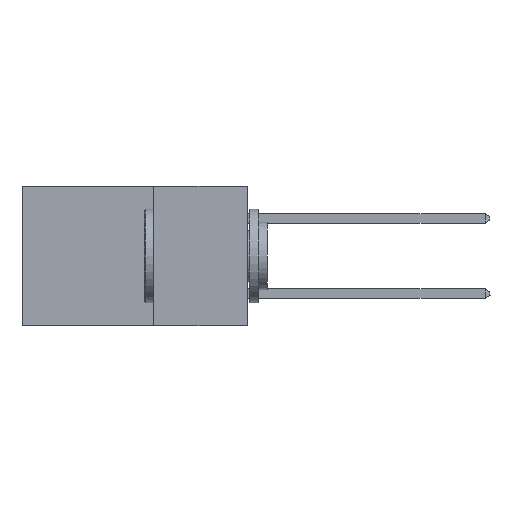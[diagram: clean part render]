
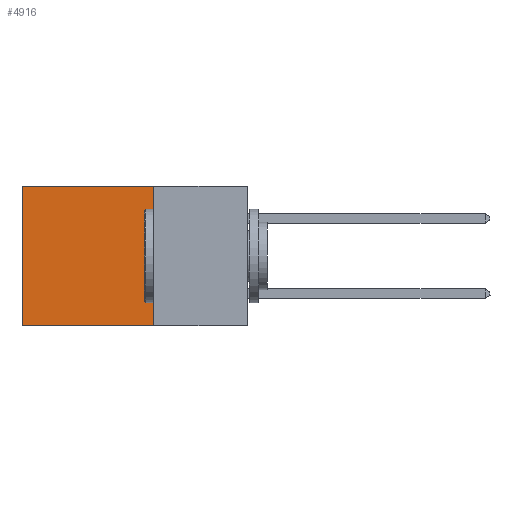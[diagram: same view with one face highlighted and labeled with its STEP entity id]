
A CAD part, left-side view. The second image highlights one B-rep face of the part: STEP entity #4916.
In plain terms, the highlighted planar face has unit normal (-1, 0, 0).
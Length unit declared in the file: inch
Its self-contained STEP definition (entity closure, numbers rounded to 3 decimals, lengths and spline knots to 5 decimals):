
#136 = LINE ( 'NONE', #11098, #7122 ) ;
#607 = VERTEX_POINT ( 'NONE', #7741 ) ;
#693 = CARTESIAN_POINT ( 'NONE',  ( 0.298, 0.6, -0.37 ) ) ;
#739 = CARTESIAN_POINT ( 'NONE',  ( 0.298, 0.25, 0. ) ) ;
#1118 = CARTESIAN_POINT ( 'NONE',  ( 0.298, 0.6, 0. ) ) ;
#1122 = EDGE_CURVE ( 'NONE', #8270, #1522, #6846, .T. ) ;
#1126 = EDGE_CURVE ( 'NONE', #8816, #607, #136, .T. ) ;
#1522 = VERTEX_POINT ( 'NONE', #693 ) ;
#1917 = LINE ( 'NONE', #1118, #8604 ) ;
#2005 = DIRECTION ( 'NONE',  ( 0., 0., -1. ) ) ;
#2368 = EDGE_CURVE ( 'NONE', #607, #1522, #1917, .T. ) ;
#2842 = CARTESIAN_POINT ( 'NONE',  ( 0.298, 0.25, 0. ) ) ;
#3793 = FACE_OUTER_BOUND ( 'NONE', #8680, .T. ) ;
#4377 = ORIENTED_EDGE ( 'NONE', *, *, #6818, .F. ) ;
#4916 = ADVANCED_FACE ( 'NONE', ( #3793 ), #5485, .F. ) ;
#5275 = LINE ( 'NONE', #739, #5552 ) ;
#5485 = PLANE ( 'NONE',  #8436 ) ;
#5552 = VECTOR ( 'NONE', #6782, 39.37008 ) ;
#6019 = ORIENTED_EDGE ( 'NONE', *, *, #1122, .F. ) ;
#6680 = DIRECTION ( 'NONE',  ( 0., 1., 0. ) ) ;
#6782 = DIRECTION ( 'NONE',  ( 0., 0., -1. ) ) ;
#6818 = EDGE_CURVE ( 'NONE', #8816, #8270, #5275, .T. ) ;
#6846 = LINE ( 'NONE', #8554, #9439 ) ;
#7122 = VECTOR ( 'NONE', #6680, 39.37008 ) ;
#7410 = CARTESIAN_POINT ( 'NONE',  ( 0.298, 0.25, -0.37 ) ) ;
#7741 = CARTESIAN_POINT ( 'NONE',  ( 0.298, 0.6, 0. ) ) ;
#8270 = VERTEX_POINT ( 'NONE', #7410 ) ;
#8436 = AXIS2_PLACEMENT_3D ( 'NONE', #2842, #9916, #2005 ) ;
#8554 = CARTESIAN_POINT ( 'NONE',  ( 0.298, 0.25, -0.37 ) ) ;
#8604 = VECTOR ( 'NONE', #9735, 39.37008 ) ;
#8680 = EDGE_LOOP ( 'NONE', ( #9868, #6019, #4377, #10933 ) ) ;
#8816 = VERTEX_POINT ( 'NONE', #11037 ) ;
#9386 = DIRECTION ( 'NONE',  ( 0., 1., 0. ) ) ;
#9439 = VECTOR ( 'NONE', #9386, 39.37008 ) ;
#9735 = DIRECTION ( 'NONE',  ( 0., 0., -1. ) ) ;
#9868 = ORIENTED_EDGE ( 'NONE', *, *, #2368, .T. ) ;
#9916 = DIRECTION ( 'NONE',  ( 1., 0., 0. ) ) ;
#10933 = ORIENTED_EDGE ( 'NONE', *, *, #1126, .T. ) ;
#11037 = CARTESIAN_POINT ( 'NONE',  ( 0.298, 0.25, 0. ) ) ;
#11098 = CARTESIAN_POINT ( 'NONE',  ( 0.298, 0.25, 0. ) ) ;
